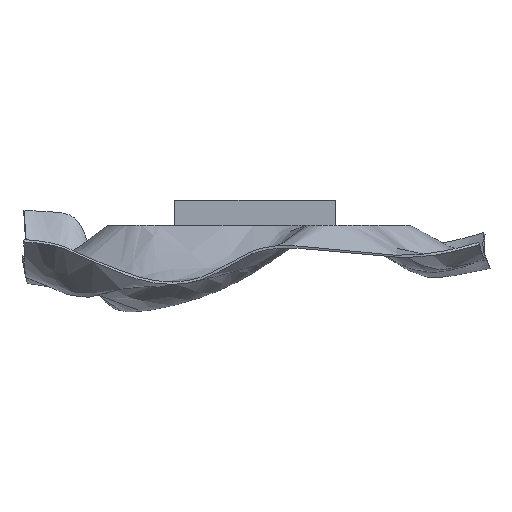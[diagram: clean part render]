
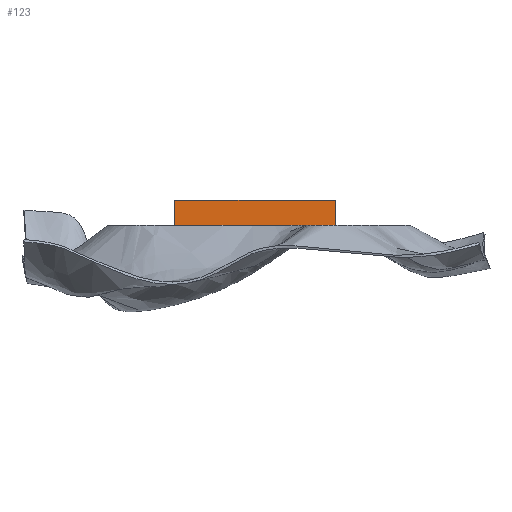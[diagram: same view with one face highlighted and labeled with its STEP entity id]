
A CAD part, top view. The second image highlights one B-rep face of the part: STEP entity #123.
In plain terms, the highlighted planar face has unit normal (0, 0, 1).
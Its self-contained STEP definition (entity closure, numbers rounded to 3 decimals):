
#123=ADVANCED_FACE('',(#156),#581,.T.);
#156=FACE_OUTER_BOUND('',#189,.T.);
#189=EDGE_LOOP('',(#233,#234,#235,#236));
#233=ORIENTED_EDGE('',*,*,#355,.T.);
#234=ORIENTED_EDGE('',*,*,#356,.T.);
#235=ORIENTED_EDGE('',*,*,#354,.F.);
#236=ORIENTED_EDGE('',*,*,#360,.F.);
#354=EDGE_CURVE('',#519,#520,#440,.T.);
#355=EDGE_CURVE('',#521,#522,#441,.T.);
#356=EDGE_CURVE('',#522,#520,#442,.T.);
#360=EDGE_CURVE('',#521,#519,#446,.T.);
#440=B_SPLINE_CURVE_WITH_KNOTS('',1,(#1292,#1293),.UNSPECIFIED.,.F.,.F.,
(2,2),(0.,60.),.UNSPECIFIED.);
#441=B_SPLINE_CURVE_WITH_KNOTS('',1,(#1294,#1295),.UNSPECIFIED.,.F.,.F.,
(2,2),(0.,60.),.UNSPECIFIED.);
#442=B_SPLINE_CURVE_WITH_KNOTS('',1,(#1296,#1297),.UNSPECIFIED.,.F.,.F.,
(2,2),(-380.,0.),.UNSPECIFIED.);
#446=B_SPLINE_CURVE_WITH_KNOTS('',1,(#1304,#1305,#1306),.UNSPECIFIED.,.F.,
 .F.,(2,1,2),(-380.,-40.,0.),.UNSPECIFIED.);
#519=VERTEX_POINT('',#1281);
#520=VERTEX_POINT('',#1282);
#521=VERTEX_POINT('',#1283);
#522=VERTEX_POINT('',#1284);
#581=PLANE('',#634);
#634=AXIS2_PLACEMENT_3D('',#1277,#664,$);
#664=DIRECTION('',(0.,0.,1.));
#1277=CARTESIAN_POINT('',(733.636,1088.112,1053.773));
#1281=CARTESIAN_POINT('',(353.636,1088.112,1053.773));
#1282=CARTESIAN_POINT('',(353.636,1148.112,1053.773));
#1283=CARTESIAN_POINT('',(733.636,1088.112,1053.773));
#1284=CARTESIAN_POINT('',(733.636,1148.112,1053.773));
#1292=CARTESIAN_POINT('',(353.636,1088.112,1053.773));
#1293=CARTESIAN_POINT('',(353.636,1148.112,1053.773));
#1294=CARTESIAN_POINT('',(733.636,1088.112,1053.773));
#1295=CARTESIAN_POINT('',(733.636,1148.112,1053.773));
#1296=CARTESIAN_POINT('',(733.636,1148.112,1053.773));
#1297=CARTESIAN_POINT('',(353.636,1148.112,1053.773));
#1304=CARTESIAN_POINT('',(733.636,1088.112,1053.773));
#1305=CARTESIAN_POINT('',(393.636,1088.112,1053.773));
#1306=CARTESIAN_POINT('',(353.636,1088.112,1053.773));
